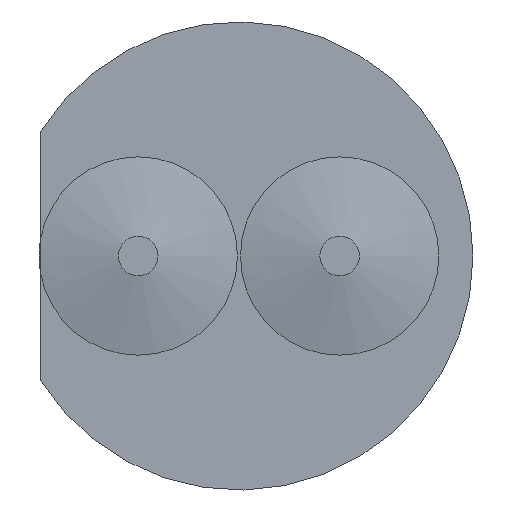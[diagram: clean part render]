
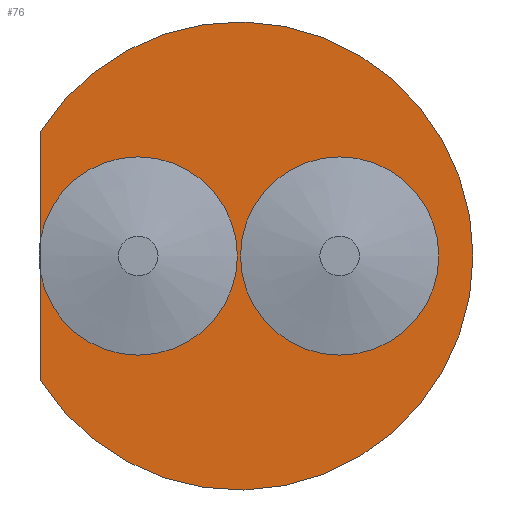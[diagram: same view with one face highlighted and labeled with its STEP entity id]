
A CAD part, front view. The second image highlights one B-rep face of the part: STEP entity #76.
In plain terms, the highlighted planar face has unit normal (0, -1, 0).
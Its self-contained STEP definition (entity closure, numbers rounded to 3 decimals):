
#76=ADVANCED_FACE('',(#187,#189),#191,.T.);
#187=FACE_BOUND('',#188,.T.);
#188=EDGE_LOOP('',(#248,#249,#250,#251));
#189=FACE_BOUND('',#190,.T.);
#190=EDGE_LOOP('',(#252));
#191=PLANE('',#192);
#192=AXIS2_PLACEMENT_3D('',#193,#194,#195);
#193=CARTESIAN_POINT('',(0.,-3.55,0.));
#194=DIRECTION('',(0.,-1.,0.));
#195=DIRECTION('',(0.,0.,-1.));
#248=ORIENTED_EDGE('',*,*,#282,.T.);
#249=ORIENTED_EDGE('',*,*,#279,.F.);
#250=ORIENTED_EDGE('',*,*,#283,.T.);
#251=ORIENTED_EDGE('',*,*,#284,.T.);
#252=ORIENTED_EDGE('',*,*,#280,.F.);
#279=EDGE_CURVE('',#304,#301,#306,.T.);
#280=EDGE_CURVE('',#307,#307,#308,.T.);
#282=EDGE_CURVE('',#310,#301,#311,.T.);
#283=EDGE_CURVE('',#304,#312,#313,.T.);
#284=EDGE_CURVE('',#312,#310,#314,.T.);
#301=VERTEX_POINT('',#348);
#304=VERTEX_POINT('',#354);
#306=CIRCLE('',#359,1.25);
#307=VERTEX_POINT('',#363);
#308=CIRCLE('',#364,1.25);
#310=VERTEX_POINT('',#371);
#311=LINE('',#372,#373);
#312=VERTEX_POINT('',#375);
#313=LINE('',#376,#377);
#314=CIRCLE('',#379,2.95);
#348=CARTESIAN_POINT('',(-2.5,-3.55,0.223));
#354=CARTESIAN_POINT('',(-2.5,-3.55,-0.223));
#359=AXIS2_PLACEMENT_3D('',#360,#361,#362);
#360=CARTESIAN_POINT('',(-1.27,-3.55,0.));
#361=DIRECTION('',(0.,-1.,0.));
#362=DIRECTION('',(-0.984,0.,-0.178));
#363=CARTESIAN_POINT('',(0.02,-3.55,0.));
#364=AXIS2_PLACEMENT_3D('',#365,#366,#367);
#365=CARTESIAN_POINT('',(1.27,-3.55,0.));
#366=DIRECTION('',(0.,-1.,0.));
#367=DIRECTION('',(-1.,0.,0.));
#371=CARTESIAN_POINT('',(-2.5,-3.55,1.566));
#372=CARTESIAN_POINT('',(-2.5,-3.55,1.566));
#373=VECTOR('',#374,1.);
#374=DIRECTION('',(0.,0.,-1.));
#375=CARTESIAN_POINT('',(-2.5,-3.55,-1.566));
#376=CARTESIAN_POINT('',(-2.5,-3.55,-0.223));
#377=VECTOR('',#378,1.);
#378=DIRECTION('',(0.,0.,-1.));
#379=AXIS2_PLACEMENT_3D('',#380,#381,#382);
#380=CARTESIAN_POINT('',(0.,-3.55,0.));
#381=DIRECTION('',(0.,-1.,0.));
#382=DIRECTION('',(-0.847,0.,-0.531));
